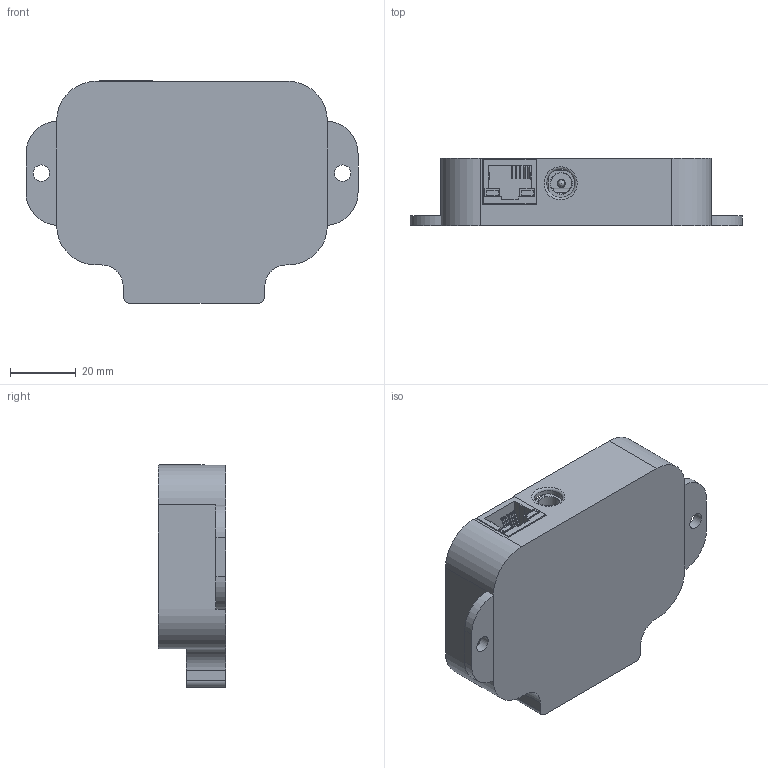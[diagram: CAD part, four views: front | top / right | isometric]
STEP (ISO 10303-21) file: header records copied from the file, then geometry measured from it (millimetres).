
FILE_DESCRIPTION(/* description */ (''),/* implementation_level */ '2;1');
FILE_NAME(/* name */ 'sensor case with bubble level.step',/* time_stamp */ '2020-09-02T15:38:18-05:00',/* author */ (''),/* organization */ (''),/* preprocessor_version */ 'ST-DEVELOPER v18.1',/* originating_system */ 'Autodesk Translation Framework v9.3.0.1241',/* authorisation */ '');
FILE_SCHEMA (('AUTOMOTIVE_DESIGN { 1 0 10303 214 3 1 1 }'));
Products named in the file (33): sensor enclosure with level; openeew-case; DC Power Jack 5.5mm x 2.1mm; enclosuure outoine v1; HANRUN HY911130A; WS2812_RGB_LED_updated; skra_l6-8_w6-2_h3-4; Connecteur Grove (flat); LD1117S33CTR--3DModel-STEP-56544; ESP32-WROOM-32D--3DModel-STEP-56544; User Library-1x4 TH Pitch 2_54mm; holder; pin; sensor board3; Board; Packages; SOT23; C0603; R0603; R0805; BEADC2012X105N; CAPC3317X180N; CAT10J4LF; QFN50P500X500X100-33N; SOT65P210X90-3N; SOT95P240X130-3N; E_14_1_ADI; C0603 (1); C0805; R0603 (1); SOT223; enclosure; Case
Assembly tree (76 placements, depth 5):
  sensor enclosure with level
    openeew-case
      DC Power Jack 5.5mm x 2.1mm
      enclosuure outoine v1
      HANRUN HY911130A
      WS2812_RGB_LED_updated  x3
      skra_l6-8_w6-2_h3-4  x2
      Connecteur Grove (flat)
      LD1117S33CTR--3DModel-STEP-56544
      ESP32-WROOM-32D--3DModel-STEP-56544
      User Library-1x4 TH Pitch 2_54mm
        holder
        pin  x4
      sensor board3
        Board
        Packages
          SOT23  x2
          C0603  x12
          R0603  x4
          R0805  x2
          BEADC2012X105N  x2
          CAPC3317X180N  x2
          CAT10J4LF  x2
          QFN50P500X500X100-33N
          SOT65P210X90-3N
          SOT95P240X130-3N
          E_14_1_ADI
          C0603 (1)  x8
          C0805  x3
          R0603 (1)  x11
          SOT223
    enclosure
      Case
Bounding box: 100.76 x 20.5 x 67.49 mm (x, y, z)
Volume: 31007.4 mm3; surface area: 38215 mm2
Topology: 122 solids, 122 shells, 2735 faces, 7138 edges, 4679 vertices
Faces by surface type: plane 2215, cylinder 475, sphere 13, bspline 13, cone 11, torus 8
Full cylindrical faces by diameter (mm): 0.1 x25, 0.2 x12, 0.254 x1, 0.3 x44, 0.35 x6, 0.4 x5, 0.5 x2, 0.6 x4, 0.7 x10, 0.889 x4, 0.89 x8, 0.9 x20, 1.02 x6, 1.146 x3, 1.22 x1, 1.25 x2, 1.63 x2, 2 x2, 2.5 x2, 2.9 x2, 3 x7, 3.25 x2, 3.3 x2, 5 x7, 6.45 x1, 8.554 x1
Entity records: 68608 total; most frequent: CARTESIAN_POINT 12109, ORIENTED_EDGE 11370, DIRECTION 11066, EDGE_CURVE 5685, LINE 4756, VECTOR 4756, VERTEX_POINT 3731, AXIS2_PLACEMENT_3D 3155
